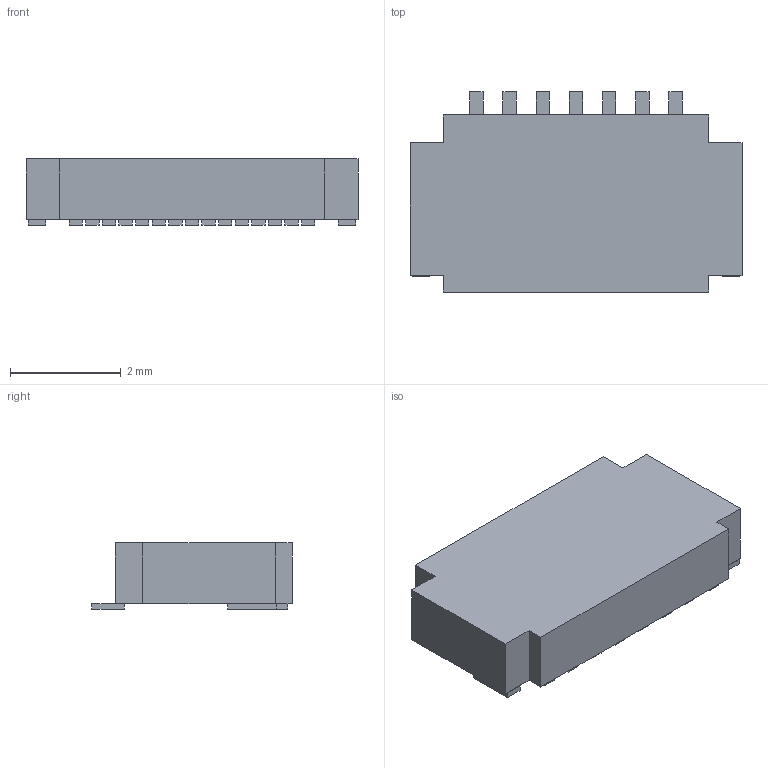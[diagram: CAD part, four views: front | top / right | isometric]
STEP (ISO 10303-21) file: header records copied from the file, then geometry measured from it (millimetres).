
FILE_DESCRIPTION(('FreeCAD Model'),'2;1');
FILE_NAME('1519286.1.4.stp','2022-09-26T10:25:51',( 'Author'),(''),'Open CASCADE STEP processor 6.9','FreeCAD','Unknown' );
FILE_SCHEMA(('AUTOMOTIVE_DESIGN { 1 0 10303 214 1 1 1 1 }'));
Length unit declared in the file: millimetre
Products named in the file (3): ASSEMBLY; Body; Pins
Assembly tree (2 placements, depth 2):
  ASSEMBLY
    Body
    Pins
Bounding box: 6 x 3.62 x 1.2 mm (x, y, z)
Volume: 20.4 mm3; surface area: 65.9 mm2
Topology: 18 solids, 18 shells, 116 faces, 240 edges, 160 vertices
Faces by surface type: plane 116
Entity records: 6302 total; most frequent: CARTESIAN_POINT 999, DIRECTION 958, LINE 720, VECTOR 720, ORIENTED_EDGE 480, PCURVE 480, DEFINITIONAL_REPRESENTATION 480, EDGE_CURVE 240
